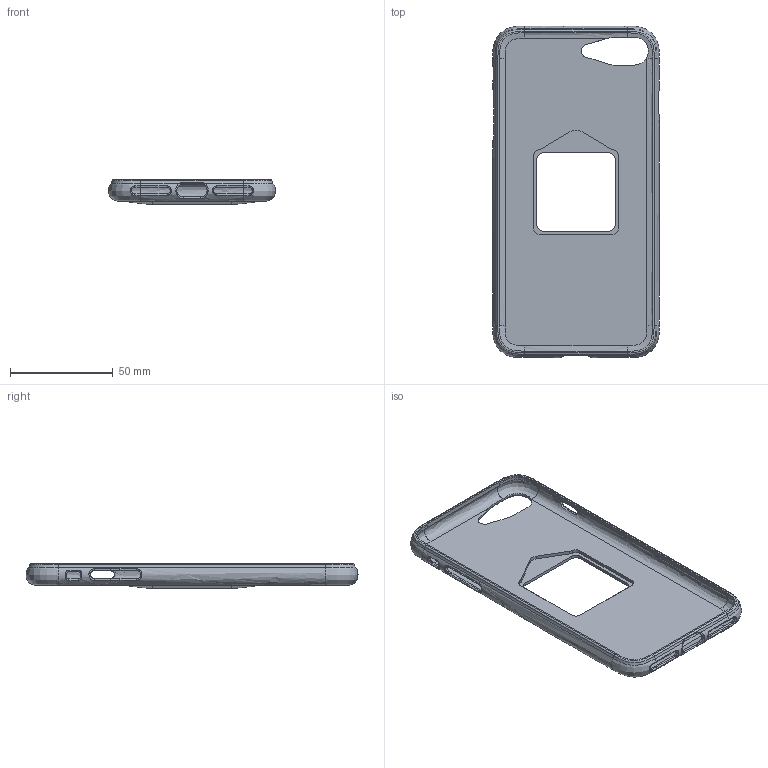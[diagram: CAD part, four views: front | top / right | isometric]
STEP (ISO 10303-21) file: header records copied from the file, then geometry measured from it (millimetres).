
FILE_DESCRIPTION(/* description */ (''),/* implementation_level */ '2;1');
FILE_NAME(/* name */ '93a49c6f-ca00-48cf-84f6-30ac3330cd00.stp',/* time_stamp */ '2018-12-05T18:14:51-08:00',/* author */ (''),/* organization */ (''),/* preprocessor_version */ 'ST-DEVELOPER v17.2',/* originating_system */ 'Autodesk Translation Framework v7.6.0.251',/* authorisation */ '');
FILE_SCHEMA (('AUTOMOTIVE_DESIGN { 1 0 10303 214 3 1 1 }'));
Length unit declared in the file: inch
Products named in the file (1): E27G6CS02
Bounding box: 81.13 x 161.4 x 12.06 mm (x, y, z)
Volume: 24029.6 mm3; surface area: 29926.6 mm2
Topology: 1 solids, 1 shells, 166 faces, 595 edges, 426 vertices
Faces by surface type: bspline 83, plane 44, cylinder 32, cone 4, torus 3
Entity records: 16373 total; most frequent: CARTESIAN_POINT 11986, ORIENTED_EDGE 1190, EDGE_CURVE 595, DIRECTION 521, VERTEX_POINT 426, B_SPLINE_CURVE_WITH_KNOTS 344, AXIS2_PLACEMENT_3D 186, EDGE_LOOP 177
